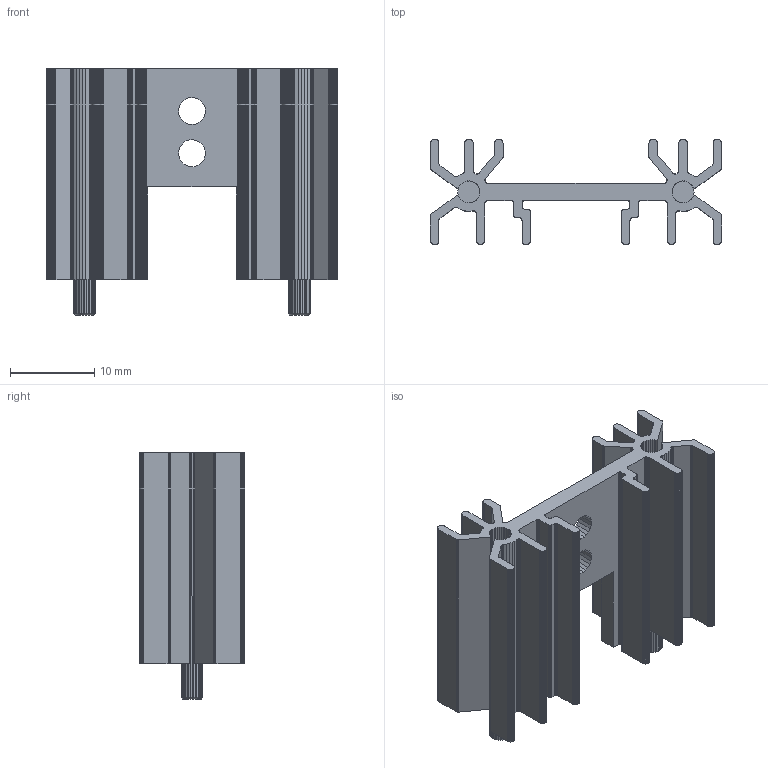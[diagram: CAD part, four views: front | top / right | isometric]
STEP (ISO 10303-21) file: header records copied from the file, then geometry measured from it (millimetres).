
FILE_DESCRIPTION(/* description */ (''),/* implementation_level */ '2;1');
FILE_NAME(/* name */ 'Sans titre',/* time_stamp */ '2023-04-08T16:00:54+02:00',/* author */ (''),/* organization */ (''),/* preprocessor_version */ 'ST-DEVELOPER v16.5',/* originating_system */ 'Rhino 7.28',/* authorisation */ '');
FILE_SCHEMA (('AUTOMOTIVE_DESIGN'));
Length unit declared in the file: millimetre
Products named in the file (1): Document
Bounding box: 34.5 x 12.5 x 29.2 mm (x, y, z)
Volume: 126.9 mm3; surface area: 5295.1 mm2
Topology: 2 solids, 5 shells, 1006 faces, 2829 edges, 1830 vertices
Faces by surface type: plane 1006
Entity records: 27637 total; most frequent: CARTESIAN_POINT 8495, ORIENTED_EDGE 5574, EDGE_CURVE 2829, B_SPLINE_CURVE_WITH_KNOTS 2829, VERTEX_POINT 1830, EDGE_LOOP 1010, DIRECTION 1008, AXIS2_PLACEMENT_3D 1007
